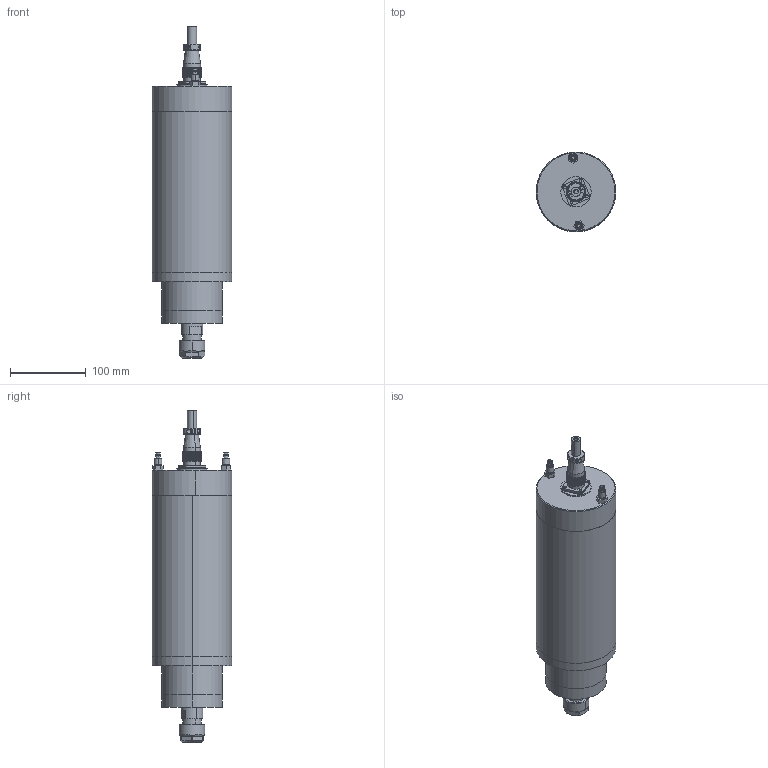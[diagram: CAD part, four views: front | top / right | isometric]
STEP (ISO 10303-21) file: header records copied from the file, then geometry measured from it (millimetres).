
FILE_DESCRIPTION (( 'STEP AP214' ), '1' );
FILE_NAME ('GDK105-18Z-4.5（钻）.STEP', '2024-07-30T04:36:45', ( '00' ), ( '' ), 'SwSTEP 2.0', 'SolidWorks 2018', '' );
FILE_SCHEMA (( 'AUTOMOTIVE_DESIGN' ));
Length unit declared in the file: millimetre
Products named in the file (13): GDK105-9-31Z-2.2-5.0堤盄釱; ER20蹟簽_1; WS20瑤脣; 阨郲30.5ㄗM8ㄘ_1; WS20瑤脣芛; GDK105-18Z-4.5（钻）; GDK105-9-31Z-2.2-5.0粣芛; GDK105-9-31Z-2.2-5.0滅鳥裔; WS20瑤脣釱; GDK105-9-31Z-2.2-5.0儂褲; ER20 粟俶芠標_1; GDK105-9-31Z-2.2-5.0粣創釱; GBT823_M3℅10
Assembly tree (14 placements, depth 3):
  GDK105-18Z-4.5（钻）
    GDK105-9-31Z-2.2-5.0儂褲
    GDK105-9-31Z-2.2-5.0堤盄釱
    GDK105-9-31Z-2.2-5.0粣創釱
    GDK105-9-31Z-2.2-5.0滅鳥裔
    GDK105-9-31Z-2.2-5.0粣芛
    ER20 粟俶芠標_1
    ER20蹟簽_1
    阨郲30.5ㄗM8ㄘ_1  x2
    WS20瑤脣
      WS20瑤脣釱
      WS20瑤脣芛
      GBT823_M3℅10  x2
Bounding box: 105 x 105 x 437.8 mm (x, y, z)
Volume: 2457188.4 mm3; surface area: 202105.4 mm2
Topology: 18 solids, 18 shells, 3208 faces, 7938 edges, 5235 vertices
Faces by surface type: plane 1321, cone 1033, cylinder 812, torus 21, sphere 12, bspline 9
Entity records: 101391 total; most frequent: CARTESIAN_POINT 24951, ORIENTED_EDGE 15588, DIRECTION 14606, EDGE_CURVE 7794, AXIS2_PLACEMENT_3D 5920, VERTEX_POINT 5165, EDGE_LOOP 3689, FACE_OUTER_BOUND 3155
